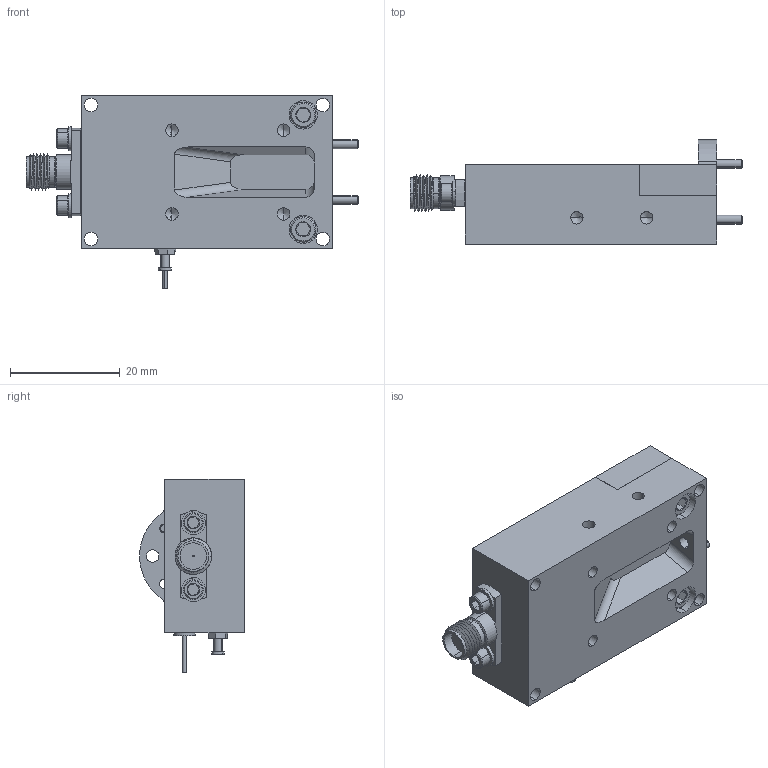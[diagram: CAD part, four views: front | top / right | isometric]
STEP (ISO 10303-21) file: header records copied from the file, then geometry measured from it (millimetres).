
FILE_DESCRIPTION (( 'STEP AP203' ), '1' );
FILE_NAME ('SFA-803104816-10SF-E1.STEP', '2019-07-30T23:47:32', ( '' ), ( '' ), 'SwSTEP 2.0', 'SolidWorks 2016', '' );
FILE_SCHEMA (( 'CONFIG_CONTROL_DESIGN' ));
Length unit declared in the file: inch
Products named in the file (1): SFA-803104816-10SF-E1
Bounding box: 60.39 x 19.01 x 35.18 mm (x, y, z)
Volume: 17259.6 mm3; surface area: 11209.2 mm2
Topology: 21 solids, 21 shells, 919 faces, 2411 edges, 1532 vertices
Faces by surface type: cylinder 497, plane 217, cone 179, bspline 24, torus 2
Entity records: 38923 total; most frequent: CARTESIAN_POINT 18192, ORIENTED_EDGE 4730, DIRECTION 3947, EDGE_CURVE 2365, VERTEX_POINT 1532, AXIS2_PLACEMENT_3D 1495, EDGE_LOOP 1007, LINE 957
